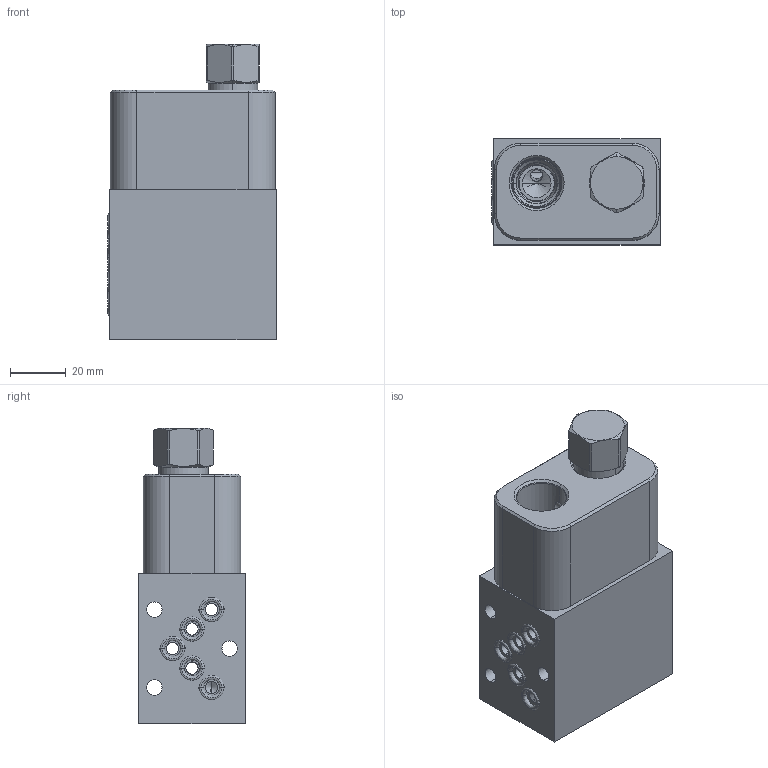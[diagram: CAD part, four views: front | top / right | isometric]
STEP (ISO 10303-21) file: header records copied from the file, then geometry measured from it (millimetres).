
FILE_DESCRIPTION((''),'2;1');
FILE_NAME('Z9P_ASM','2019-10-31T',('ProEService'),(''),'PRO/ENGINEER BY PARAMETRIC TECHNOLOGY CORPORATION, 2014200','PRO/ENGINEER BY PARAMETRIC TECHNOLOGY CORPORATION, 2014200','');
FILE_SCHEMA(('CONFIG_CONTROL_DESIGN'));
Length unit declared in the file: inch
Products named in the file (4): 158-495; CSAXXXN; 500-001-009; Z9P_ASM
Assembly tree (7 placements, depth 2):
  Z9P_ASM
    158-495
    CSAXXXN
    500-001-009  x5
Bounding box: 60.53 x 38.1 x 106.12 mm (x, y, z)
Volume: 179087.8 mm3; surface area: 39253.9 mm2
Topology: 10 solids, 10 shells, 292 faces, 986 edges, 854 vertices
Faces by surface type: cylinder 117, cone 56, plane 47, torus 34, revolution 32, sphere 6
Entity records: 12300 total; most frequent: CARTESIAN_POINT 4176, DIRECTION 1754, ORIENTED_EDGE 1312, EDGE_CURVE 656, AXIS2_PLACEMENT_3D 617, VECTOR 504, LINE 504, VERTEX_POINT 405
